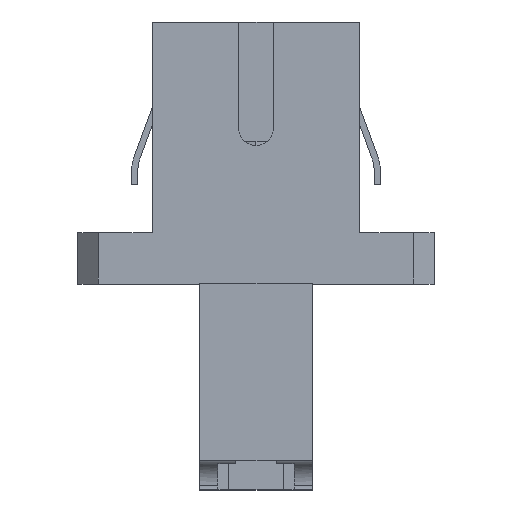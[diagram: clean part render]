
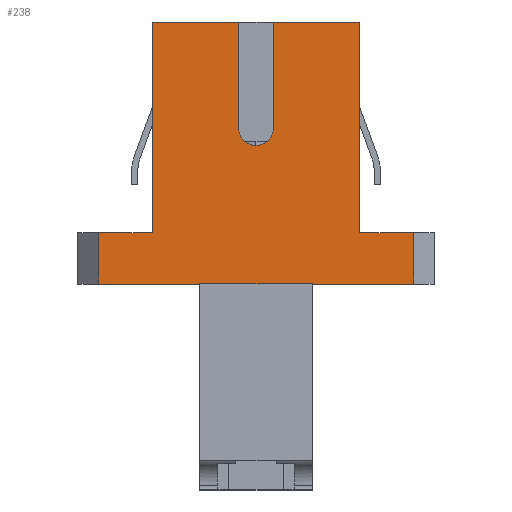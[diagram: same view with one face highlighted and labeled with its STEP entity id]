
A CAD part, top view. The second image highlights one B-rep face of the part: STEP entity #238.
In plain terms, the highlighted planar face has unit normal (0, 0, 1).
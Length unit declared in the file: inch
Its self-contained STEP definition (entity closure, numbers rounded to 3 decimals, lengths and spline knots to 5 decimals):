
#84 = ORIENTED_EDGE ( 'NONE', *, *, #1849, .T. ) ;
#89 = ORIENTED_EDGE ( 'NONE', *, *, #1855, .F. ) ;
#95 = ORIENTED_EDGE ( 'NONE', *, *, #1839, .T. ) ;
#101 = ORIENTED_EDGE ( 'NONE', *, *, #1850, .F. ) ;
#238 = ADVANCED_FACE ( 'NONE', ( #600 ), #2588, .F. ) ;
#443 = ORIENTED_EDGE ( 'NONE', *, *, #1766, .T. ) ;
#466 = ORIENTED_EDGE ( 'NONE', *, *, #1909, .F. ) ;
#470 = ORIENTED_EDGE ( 'NONE', *, *, #1956, .T. ) ;
#473 = ORIENTED_EDGE ( 'NONE', *, *, #1786, .F. ) ;
#476 = ORIENTED_EDGE ( 'NONE', *, *, #1847, .T. ) ;
#486 = ORIENTED_EDGE ( 'NONE', *, *, #1842, .F. ) ;
#487 = ORIENTED_EDGE ( 'NONE', *, *, #1910, .F. ) ;
#488 = ORIENTED_EDGE ( 'NONE', *, *, #1841, .F. ) ;
#600 = FACE_OUTER_BOUND ( 'NONE', #3817, .T. ) ;
#1212 = AXIS2_PLACEMENT_3D ( 'NONE', #2579, #2589, #2592 ) ;
#1387 = ORIENTED_EDGE ( 'NONE', *, *, #1919, .T. ) ;
#1416 = LINE ( 'NONE', #2691, #1418 ) ;
#1418 = VECTOR ( 'NONE', #2809, 39.37008 ) ;
#1421 = LINE ( 'NONE', #2961, #1425 ) ;
#1422 = LINE ( 'NONE', #2937, #1423 ) ;
#1423 = VECTOR ( 'NONE', #2992, 39.37008 ) ;
#1425 = VECTOR ( 'NONE', #2790, 39.37008 ) ;
#1432 = LINE ( 'NONE', #2859, #1435 ) ;
#1435 = VECTOR ( 'NONE', #2880, 39.37008 ) ;
#1515 = LINE ( 'NONE', #2744, #1518 ) ;
#1518 = VECTOR ( 'NONE', #2688, 39.37008 ) ;
#1531 = CIRCLE ( 'NONE', #3081, 0.0425 ) ;
#1533 = LINE ( 'NONE', #2972, #1535 ) ;
#1535 = VECTOR ( 'NONE', #2720, 39.37008 ) ;
#1548 = LINE ( 'NONE', #2797, #1551 ) ;
#1551 = VECTOR ( 'NONE', #2795, 39.37008 ) ;
#1612 = LINE ( 'NONE', #2936, #1614 ) ;
#1614 = VECTOR ( 'NONE', #2882, 39.37008 ) ;
#1766 = EDGE_CURVE ( 'NONE', #4001, #3911, #2041, .T. ) ;
#1786 = EDGE_CURVE ( 'NONE', #3977, #3918, #2078, .T. ) ;
#1839 = EDGE_CURVE ( 'NONE', #3965, #4001, #2173, .T. ) ;
#1841 = EDGE_CURVE ( 'NONE', #3952, #3913, #2165, .T. ) ;
#1842 = EDGE_CURVE ( 'NONE', #3989, #4035, #2178, .T. ) ;
#1847 = EDGE_CURVE ( 'NONE', #3964, #3965, #1416, .T. ) ;
#1849 = EDGE_CURVE ( 'NONE', #4028, #3985, #1422, .T. ) ;
#1850 = EDGE_CURVE ( 'NONE', #4035, #3911, #1421, .T. ) ;
#1855 = EDGE_CURVE ( 'NONE', #4028, #3984, #1432, .T. ) ;
#1900 = EDGE_CURVE ( 'NONE', #3959, #3952, #1515, .T. ) ;
#1909 = EDGE_CURVE ( 'NONE', #3913, #3977, #1531, .T. ) ;
#1910 = EDGE_CURVE ( 'NONE', #3918, #3989, #1533, .T. ) ;
#1919 = EDGE_CURVE ( 'NONE', #3959, #3984, #1548, .T. ) ;
#1956 = EDGE_CURVE ( 'NONE', #3985, #3964, #1612, .T. ) ;
#2041 = LINE ( 'NONE', #2409, #2044 ) ;
#2044 = VECTOR ( 'NONE', #2407, 39.37008 ) ;
#2078 = LINE ( 'NONE', #2369, #2081 ) ;
#2081 = VECTOR ( 'NONE', #2368, 39.37008 ) ;
#2165 = LINE ( 'NONE', #2751, #2179 ) ;
#2173 = LINE ( 'NONE', #2819, #2176 ) ;
#2176 = VECTOR ( 'NONE', #2773, 39.37008 ) ;
#2178 = LINE ( 'NONE', #2808, #2181 ) ;
#2179 = VECTOR ( 'NONE', #2810, 39.37008 ) ;
#2181 = VECTOR ( 'NONE', #2777, 39.37008 ) ;
#2368 = DIRECTION ( 'NONE',  ( 0., 1., 0. ) ) ;
#2369 = CARTESIAN_POINT ( 'NONE',  ( 0.0425, 0.5745, 0.185 ) ) ;
#2407 = DIRECTION ( 'NONE',  ( 0., 1., 0. ) ) ;
#2409 = CARTESIAN_POINT ( 'NONE',  ( 0.383, 0.0625, 0.185 ) ) ;
#2579 = CARTESIAN_POINT ( 'NONE',  ( -0.433, 0.0625, 0.185 ) ) ;
#2588 = PLANE ( 'NONE',  #1212 ) ;
#2589 = DIRECTION ( 'NONE',  ( 0., 0., -1. ) ) ;
#2592 = DIRECTION ( 'NONE',  ( -1., 0., 0. ) ) ;
#2688 = DIRECTION ( 'NONE',  ( 1., 0., 0. ) ) ;
#2691 = CARTESIAN_POINT ( 'NONE',  ( -0.433, -0.0625, 0.185 ) ) ;
#2720 = DIRECTION ( 'NONE',  ( 1., 0., 0. ) ) ;
#2744 = CARTESIAN_POINT ( 'NONE',  ( 0.252, 0.5745, 0.185 ) ) ;
#2751 = CARTESIAN_POINT ( 'NONE',  ( -0.0425, 0.5745, 0.185 ) ) ;
#2773 = DIRECTION ( 'NONE',  ( 1., 0., 0. ) ) ;
#2777 = DIRECTION ( 'NONE',  ( 0., -1., 0. ) ) ;
#2790 = DIRECTION ( 'NONE',  ( 1., 0., 0. ) ) ;
#2795 = DIRECTION ( 'NONE',  ( 0., -1., 0. ) ) ;
#2797 = CARTESIAN_POINT ( 'NONE',  ( -0.252, 0.5745, 0.185 ) ) ;
#2808 = CARTESIAN_POINT ( 'NONE',  ( 0.252, 0.5745, 0.185 ) ) ;
#2809 = DIRECTION ( 'NONE',  ( 1., 0., 0. ) ) ;
#2810 = DIRECTION ( 'NONE',  ( 0., -1., 0. ) ) ;
#2819 = CARTESIAN_POINT ( 'NONE',  ( -0.433, -0.0625, 0.185 ) ) ;
#2859 = CARTESIAN_POINT ( 'NONE',  ( -0.433, 0.0625, 0.185 ) ) ;
#2880 = DIRECTION ( 'NONE',  ( 1., 0., 0. ) ) ;
#2882 = DIRECTION ( 'NONE',  ( 1., 0., 0. ) ) ;
#2908 = CARTESIAN_POINT ( 'NONE',  ( 0., 0.317, 0.185 ) ) ;
#2918 = DIRECTION ( 'NONE',  ( 0., 0., 1. ) ) ;
#2936 = CARTESIAN_POINT ( 'NONE',  ( -0.433, -0.0625, 0.185 ) ) ;
#2937 = CARTESIAN_POINT ( 'NONE',  ( -0.383, 0.0625, 0.185 ) ) ;
#2961 = CARTESIAN_POINT ( 'NONE',  ( -0.433, 0.0625, 0.185 ) ) ;
#2972 = CARTESIAN_POINT ( 'NONE',  ( 0.252, 0.5745, 0.185 ) ) ;
#2990 = DIRECTION ( 'NONE',  ( -1., 0., 0. ) ) ;
#2992 = DIRECTION ( 'NONE',  ( 0., -1., 0. ) ) ;
#3081 = AXIS2_PLACEMENT_3D ( 'NONE', #2908, #2918, #2990 ) ;
#3179 = CARTESIAN_POINT ( 'NONE',  ( 0.252, 0.0625, 0.185 ) ) ;
#3186 = CARTESIAN_POINT ( 'NONE',  ( -0.383, 0.0625, 0.185 ) ) ;
#3213 = CARTESIAN_POINT ( 'NONE',  ( 0.383, -0.0625, 0.185 ) ) ;
#3225 = CARTESIAN_POINT ( 'NONE',  ( 0.252, 0.5745, 0.185 ) ) ;
#3229 = CARTESIAN_POINT ( 'NONE',  ( -0.383, -0.0625, 0.185 ) ) ;
#3230 = CARTESIAN_POINT ( 'NONE',  ( -0.252, 0.0625, 0.185 ) ) ;
#3237 = CARTESIAN_POINT ( 'NONE',  ( 0.0425, 0.317, 0.185 ) ) ;
#3249 = CARTESIAN_POINT ( 'NONE',  ( 0.13675, -0.0625, 0.185 ) ) ;
#3250 = CARTESIAN_POINT ( 'NONE',  ( -0.13675, -0.0625, 0.185 ) ) ;
#3255 = CARTESIAN_POINT ( 'NONE',  ( -0.252, 0.5745, 0.185 ) ) ;
#3262 = CARTESIAN_POINT ( 'NONE',  ( -0.0425, 0.5745, 0.185 ) ) ;
#3296 = CARTESIAN_POINT ( 'NONE',  ( 0.0425, 0.5745, 0.185 ) ) ;
#3301 = CARTESIAN_POINT ( 'NONE',  ( -0.0425, 0.317, 0.185 ) ) ;
#3303 = CARTESIAN_POINT ( 'NONE',  ( 0.383, 0.0625, 0.185 ) ) ;
#3817 = EDGE_LOOP ( 'NONE', ( #466, #488, #4392, #1387, #89, #84, #470, #476, #95, #443, #101, #486, #487, #473 ) ) ;
#3911 = VERTEX_POINT ( 'NONE', #3303 ) ;
#3913 = VERTEX_POINT ( 'NONE', #3301 ) ;
#3918 = VERTEX_POINT ( 'NONE', #3296 ) ;
#3952 = VERTEX_POINT ( 'NONE', #3262 ) ;
#3959 = VERTEX_POINT ( 'NONE', #3255 ) ;
#3964 = VERTEX_POINT ( 'NONE', #3250 ) ;
#3965 = VERTEX_POINT ( 'NONE', #3249 ) ;
#3977 = VERTEX_POINT ( 'NONE', #3237 ) ;
#3984 = VERTEX_POINT ( 'NONE', #3230 ) ;
#3985 = VERTEX_POINT ( 'NONE', #3229 ) ;
#3989 = VERTEX_POINT ( 'NONE', #3225 ) ;
#4001 = VERTEX_POINT ( 'NONE', #3213 ) ;
#4028 = VERTEX_POINT ( 'NONE', #3186 ) ;
#4035 = VERTEX_POINT ( 'NONE', #3179 ) ;
#4392 = ORIENTED_EDGE ( 'NONE', *, *, #1900, .F. ) ;
